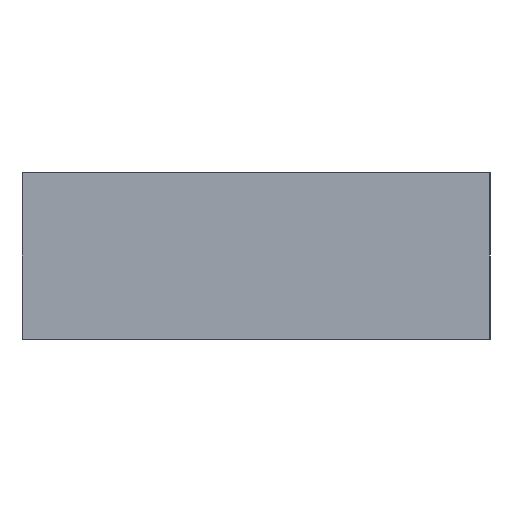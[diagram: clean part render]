
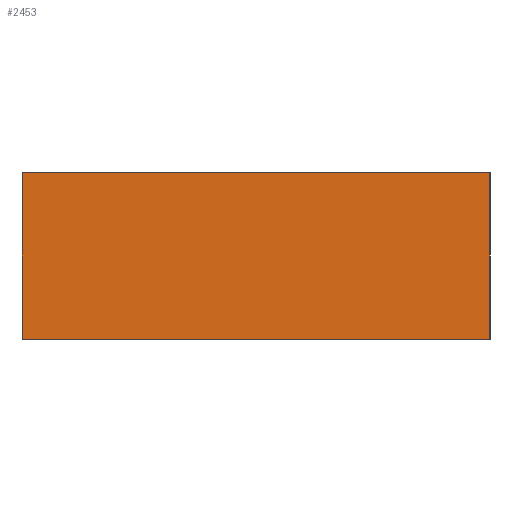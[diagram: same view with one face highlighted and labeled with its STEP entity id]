
A CAD part, left-side view. The second image highlights one B-rep face of the part: STEP entity #2453.
In plain terms, the highlighted planar face has unit normal (-1, 0, 0).
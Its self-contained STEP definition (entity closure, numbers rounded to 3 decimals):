
#206=FACE_OUTER_BOUND('',#349,.T.);
#349=EDGE_LOOP('',(#2202,#2203,#2204,#2205));
#649=LINE('',#3985,#958);
#654=LINE('',#3999,#963);
#659=LINE('',#4008,#968);
#660=LINE('',#4010,#969);
#958=VECTOR('',#3091,10.);
#963=VECTOR('',#3106,10.);
#968=VECTOR('',#3115,10.);
#969=VECTOR('',#3118,10.);
#1188=VERTEX_POINT('',#3983);
#1189=VERTEX_POINT('',#3984);
#1193=VERTEX_POINT('',#3997);
#1195=VERTEX_POINT('',#4006);
#1523=EDGE_CURVE('',#1188,#1189,#649,.T.);
#1528=EDGE_CURVE('',#1193,#1188,#654,.T.);
#1533=EDGE_CURVE('',#1195,#1189,#659,.T.);
#1534=EDGE_CURVE('',#1193,#1195,#660,.T.);
#2202=ORIENTED_EDGE('',*,*,#1534,.T.);
#2203=ORIENTED_EDGE('',*,*,#1533,.T.);
#2204=ORIENTED_EDGE('',*,*,#1523,.F.);
#2205=ORIENTED_EDGE('',*,*,#1528,.F.);
#2324=PLANE('',#2581);
#2453=ADVANCED_FACE('',(#206),#2324,.T.);
#2581=AXIS2_PLACEMENT_3D('',#4009,#3116,#3117);
#3091=DIRECTION('',(0.,-1.,0.));
#3106=DIRECTION('',(0.,0.,1.));
#3115=DIRECTION('',(0.,0.,1.));
#3116=DIRECTION('center_axis',(-1.,0.,0.));
#3117=DIRECTION('ref_axis',(0.,-1.,0.));
#3118=DIRECTION('',(0.,-1.,0.));
#3983=CARTESIAN_POINT('',(0.,9.,3.2));
#3984=CARTESIAN_POINT('',(0.,0.,3.2));
#3985=CARTESIAN_POINT('',(0.,9.,3.2));
#3997=CARTESIAN_POINT('',(0.,9.,0.));
#3999=CARTESIAN_POINT('',(0.,9.,0.));
#4006=CARTESIAN_POINT('',(0.,0.,0.));
#4008=CARTESIAN_POINT('',(0.,0.,0.));
#4009=CARTESIAN_POINT('Origin',(0.,9.,0.));
#4010=CARTESIAN_POINT('',(0.,9.,0.));
